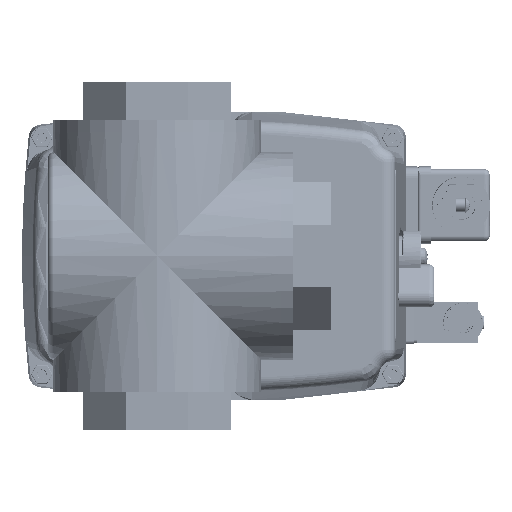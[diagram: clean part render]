
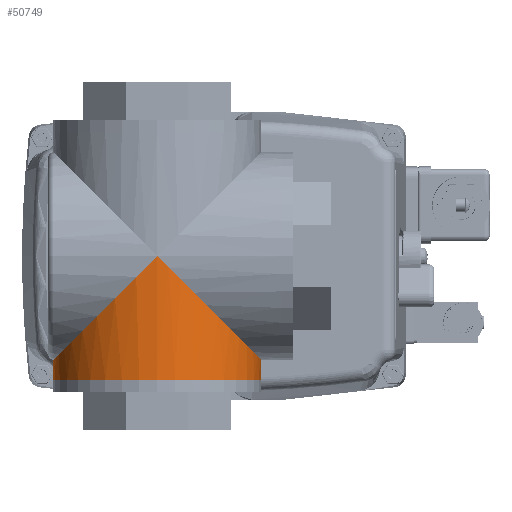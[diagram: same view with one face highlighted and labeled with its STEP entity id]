
A CAD part, front view. The second image highlights one B-rep face of the part: STEP entity #50749.
In plain terms, the highlighted cylindrical face has radius 39 mm (diameter 78 mm), a partial arc.
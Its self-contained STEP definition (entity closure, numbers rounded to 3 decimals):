
#4647 = EDGE_CURVE ( 'NONE', #150550, #146029, #37214, .T. ) ;
#13499 = CARTESIAN_POINT ( 'NONE',  ( -39., 0., 0. ) ) ;
#20033 = ORIENTED_EDGE ( 'NONE', *, *, #4647, .T. ) ;
#20624 = CARTESIAN_POINT ( 'NONE',  ( 0., 0., 0. ) ) ;
#23057 = DIRECTION ( 'NONE',  ( -1., 0., 0. ) ) ;
#26429 = EDGE_CURVE ( 'NONE', #65767, #174418, #91244, .T. ) ;
#33086 = CARTESIAN_POINT ( 'NONE',  ( -39., 0., 39. ) ) ;
#35512 = CARTESIAN_POINT ( 'NONE',  ( 39., 0., 0. ) ) ;
#37214 =( BOUNDED_CURVE ( )  B_SPLINE_CURVE ( 3, ( #87787, #142005, #102878, #62828 ),
 .UNSPECIFIED., .F., .T. ) 
 B_SPLINE_CURVE_WITH_KNOTS ( ( 4, 4 ),
 ( 1.571, 3.142 ),
 .UNSPECIFIED. ) 
 CURVE ( )  GEOMETRIC_REPRESENTATION_ITEM ( )  RATIONAL_B_SPLINE_CURVE ( ( 1., 0.805, 0.805, 1. ) ) 
 REPRESENTATION_ITEM ( '' )  );
#37255 = LINE ( 'NONE', #35512, #160464 ) ;
#46151 = CARTESIAN_POINT ( 'NONE',  ( 0., -39., 0. ) ) ;
#50510 =( BOUNDED_CURVE ( )  B_SPLINE_CURVE ( 3, ( #100406, #127987, #60374, #46151 ),
 .UNSPECIFIED., .F., .T. ) 
 B_SPLINE_CURVE_WITH_KNOTS ( ( 4, 4 ),
 ( 3.142, 4.712 ),
 .UNSPECIFIED. ) 
 CURVE ( )  GEOMETRIC_REPRESENTATION_ITEM ( )  RATIONAL_B_SPLINE_CURVE ( ( 1., 0.805, 0.805, 1. ) ) 
 REPRESENTATION_ITEM ( '' )  );
#50749 = ADVANCED_FACE ( 'NONE', ( #59813 ), #103351, .T. ) ;
#55346 = ORIENTED_EDGE ( 'NONE', *, *, #98156, .T. ) ;
#58531 = CARTESIAN_POINT ( 'NONE',  ( 39., 0., 39. ) ) ;
#59813 = FACE_OUTER_BOUND ( 'NONE', #163733, .T. ) ;
#60374 = CARTESIAN_POINT ( 'NONE',  ( -22.846, -39., 22.846 ) ) ;
#62828 = CARTESIAN_POINT ( 'NONE',  ( 39., 0., 39. ) ) ;
#65767 = VERTEX_POINT ( 'NONE', #81537 ) ;
#68695 = EDGE_CURVE ( 'NONE', #134032, #65767, #120256, .T. ) ;
#71757 = VECTOR ( 'NONE', #95339, 1000. ) ;
#74902 = DIRECTION ( 'NONE',  ( 0., 0., 1. ) ) ;
#75519 = ORIENTED_EDGE ( 'NONE', *, *, #131796, .T. ) ;
#81537 = CARTESIAN_POINT ( 'NONE',  ( -39., 0., 46.5 ) ) ;
#87787 = CARTESIAN_POINT ( 'NONE',  ( 0., -39., 0. ) ) ;
#90681 = CARTESIAN_POINT ( 'NONE',  ( 0., 0., 46.5 ) ) ;
#91244 = CIRCLE ( 'NONE', #113969, 39. ) ;
#95339 = DIRECTION ( 'NONE',  ( 0., 0., 1. ) ) ;
#98156 = EDGE_CURVE ( 'NONE', #146029, #174418, #37255, .T. ) ;
#100406 = CARTESIAN_POINT ( 'NONE',  ( -39., 0., 39. ) ) ;
#102878 = CARTESIAN_POINT ( 'NONE',  ( 39., -22.846, 39. ) ) ;
#103351 = CYLINDRICAL_SURFACE ( 'NONE', #175676, 39. ) ;
#110369 = CARTESIAN_POINT ( 'NONE',  ( 39., 0., 46.5 ) ) ;
#113969 = AXIS2_PLACEMENT_3D ( 'NONE', #90681, #144887, #23057 ) ;
#120256 = LINE ( 'NONE', #13499, #71757 ) ;
#127987 = CARTESIAN_POINT ( 'NONE',  ( -39., -22.846, 39. ) ) ;
#131796 = EDGE_CURVE ( 'NONE', #134032, #150550, #50510, .T. ) ;
#133288 = DIRECTION ( 'NONE',  ( 0., 0., 1. ) ) ;
#134032 = VERTEX_POINT ( 'NONE', #33086 ) ;
#135768 = CARTESIAN_POINT ( 'NONE',  ( 0., -39., 0. ) ) ;
#142005 = CARTESIAN_POINT ( 'NONE',  ( 22.846, -39., 22.846 ) ) ;
#144887 = DIRECTION ( 'NONE',  ( 0., 0., 1. ) ) ;
#146029 = VERTEX_POINT ( 'NONE', #58531 ) ;
#150464 = ORIENTED_EDGE ( 'NONE', *, *, #26429, .F. ) ;
#150550 = VERTEX_POINT ( 'NONE', #135768 ) ;
#157524 = DIRECTION ( 'NONE',  ( -1., 0., 0. ) ) ;
#160053 = ORIENTED_EDGE ( 'NONE', *, *, #68695, .F. ) ;
#160464 = VECTOR ( 'NONE', #133288, 1000. ) ;
#163733 = EDGE_LOOP ( 'NONE', ( #20033, #55346, #150464, #160053, #75519 ) ) ;
#174418 = VERTEX_POINT ( 'NONE', #110369 ) ;
#175676 = AXIS2_PLACEMENT_3D ( 'NONE', #20624, #74902, #157524 ) ;
